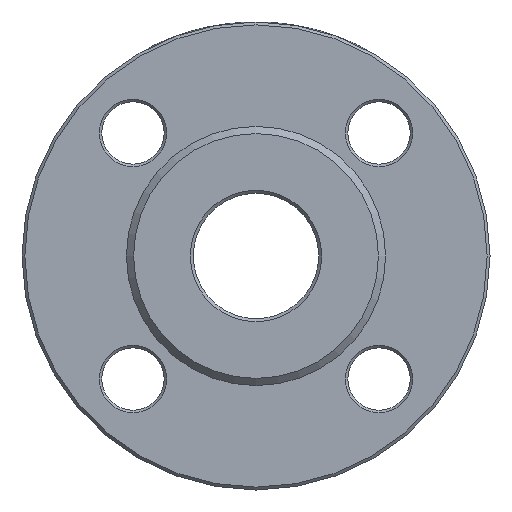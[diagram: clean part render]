
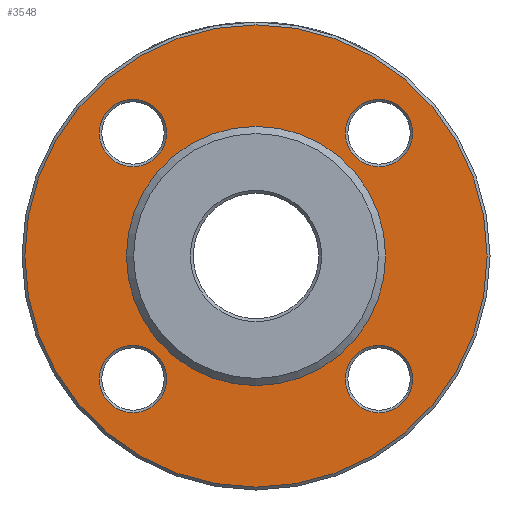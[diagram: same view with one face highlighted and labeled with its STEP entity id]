
A CAD part, left-side view. The second image highlights one B-rep face of the part: STEP entity #3548.
In plain terms, the highlighted planar face has unit normal (-1, 0, 0).
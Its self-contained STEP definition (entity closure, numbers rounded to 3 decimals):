
#117 = DIRECTION ( 'NONE',  ( 0., -1., 0. ) ) ;
#273 = EDGE_CURVE ( 'NONE', #4730, #4730, #4869, .T. ) ;
#300 = DIRECTION ( 'NONE',  ( 0., 1., 0. ) ) ;
#340 = VERTEX_POINT ( 'NONE', #5505 ) ;
#374 = FACE_BOUND ( 'NONE', #2600, .T. ) ;
#502 = EDGE_LOOP ( 'NONE', ( #5491 ) ) ;
#572 = CARTESIAN_POINT ( 'NONE',  ( 3., 0., 0. ) ) ;
#635 = AXIS2_PLACEMENT_3D ( 'NONE', #1717, #2124, #4282 ) ;
#751 = FACE_BOUND ( 'NONE', #4795, .T. ) ;
#780 = CARTESIAN_POINT ( 'NONE',  ( 3., -51.265, 65.265 ) ) ;
#811 = FACE_BOUND ( 'NONE', #1202, .T. ) ;
#1197 = DIRECTION ( 'NONE',  ( 0., 0., 1. ) ) ;
#1202 = EDGE_LOOP ( 'NONE', ( #1828 ) ) ;
#1213 = CARTESIAN_POINT ( 'NONE',  ( 3., 51.265, 51.265 ) ) ;
#1251 = CIRCLE ( 'NONE', #2365, 14. ) ;
#1256 = CARTESIAN_POINT ( 'NONE',  ( 3., 0., 54. ) ) ;
#1270 = DIRECTION ( 'NONE',  ( 1., 0., 0. ) ) ;
#1357 = CARTESIAN_POINT ( 'NONE',  ( 3., -51.265, -51.265 ) ) ;
#1513 = DIRECTION ( 'NONE',  ( -1., 0., 0. ) ) ;
#1564 = CIRCLE ( 'NONE', #4805, 96.3 ) ;
#1717 = CARTESIAN_POINT ( 'NONE',  ( 3., 54., 0. ) ) ;
#1828 = ORIENTED_EDGE ( 'NONE', *, *, #2460, .T. ) ;
#1982 = CARTESIAN_POINT ( 'NONE',  ( 3., 0., 0. ) ) ;
#2042 = AXIS2_PLACEMENT_3D ( 'NONE', #1982, #3277, #1197 ) ;
#2043 = EDGE_LOOP ( 'NONE', ( #2865 ) ) ;
#2124 = DIRECTION ( 'NONE',  ( 1., 0., 0. ) ) ;
#2174 = CIRCLE ( 'NONE', #5128, 14. ) ;
#2181 = FACE_BOUND ( 'NONE', #2043, .T. ) ;
#2238 = CARTESIAN_POINT ( 'NONE',  ( 3., 51.265, -65.265 ) ) ;
#2261 = DIRECTION ( 'NONE',  ( 0., 0., -1. ) ) ;
#2330 = EDGE_CURVE ( 'NONE', #5193, #5193, #1251, .T. ) ;
#2365 = AXIS2_PLACEMENT_3D ( 'NONE', #2942, #1270, #4746 ) ;
#2460 = EDGE_CURVE ( 'NONE', #340, #340, #2174, .T. ) ;
#2600 = EDGE_LOOP ( 'NONE', ( #5237 ) ) ;
#2619 = EDGE_LOOP ( 'NONE', ( #3350 ) ) ;
#2865 = ORIENTED_EDGE ( 'NONE', *, *, #3270, .F. ) ;
#2942 = CARTESIAN_POINT ( 'NONE',  ( 3., -51.265, 51.265 ) ) ;
#2978 = DIRECTION ( 'NONE',  ( 1., 0., 0. ) ) ;
#3072 = FACE_BOUND ( 'NONE', #2619, .T. ) ;
#3102 = AXIS2_PLACEMENT_3D ( 'NONE', #1213, #2978, #300 ) ;
#3260 = CARTESIAN_POINT ( 'NONE',  ( 3., 51.265, -51.265 ) ) ;
#3270 = EDGE_CURVE ( 'NONE', #3445, #3445, #4529, .T. ) ;
#3277 = DIRECTION ( 'NONE',  ( -1., 0., 0. ) ) ;
#3350 = ORIENTED_EDGE ( 'NONE', *, *, #4465, .T. ) ;
#3445 = VERTEX_POINT ( 'NONE', #1256 ) ;
#3527 = ORIENTED_EDGE ( 'NONE', *, *, #273, .T. ) ;
#3548 = ADVANCED_FACE ( 'NONE', ( #811, #374, #751, #3072, #4760, #2181 ), #3904, .F. ) ;
#3558 = VERTEX_POINT ( 'NONE', #4814 ) ;
#3763 = DIRECTION ( 'NONE',  ( 1., 0., 0. ) ) ;
#3873 = AXIS2_PLACEMENT_3D ( 'NONE', #3260, #4536, #2261 ) ;
#3904 = PLANE ( 'NONE',  #635 ) ;
#4219 = CARTESIAN_POINT ( 'NONE',  ( 3., 65.265, 51.265 ) ) ;
#4282 = DIRECTION ( 'NONE',  ( 0., 0., -1. ) ) ;
#4313 = EDGE_CURVE ( 'NONE', #3558, #3558, #1564, .T. ) ;
#4425 = VERTEX_POINT ( 'NONE', #2238 ) ;
#4465 = EDGE_CURVE ( 'NONE', #4425, #4425, #5180, .T. ) ;
#4529 = CIRCLE ( 'NONE', #2042, 54. ) ;
#4536 = DIRECTION ( 'NONE',  ( 1., 0., 0. ) ) ;
#4730 = VERTEX_POINT ( 'NONE', #4219 ) ;
#4746 = DIRECTION ( 'NONE',  ( 0., 0., 1. ) ) ;
#4760 = FACE_OUTER_BOUND ( 'NONE', #502, .T. ) ;
#4795 = EDGE_LOOP ( 'NONE', ( #3527 ) ) ;
#4805 = AXIS2_PLACEMENT_3D ( 'NONE', #572, #1513, #5475 ) ;
#4814 = CARTESIAN_POINT ( 'NONE',  ( 3., 0., -96.3 ) ) ;
#4869 = CIRCLE ( 'NONE', #3102, 14. ) ;
#5128 = AXIS2_PLACEMENT_3D ( 'NONE', #1357, #3763, #117 ) ;
#5180 = CIRCLE ( 'NONE', #3873, 14. ) ;
#5193 = VERTEX_POINT ( 'NONE', #780 ) ;
#5237 = ORIENTED_EDGE ( 'NONE', *, *, #2330, .T. ) ;
#5475 = DIRECTION ( 'NONE',  ( 0., 0., -1. ) ) ;
#5491 = ORIENTED_EDGE ( 'NONE', *, *, #4313, .T. ) ;
#5505 = CARTESIAN_POINT ( 'NONE',  ( 3., -65.265, -51.265 ) ) ;
